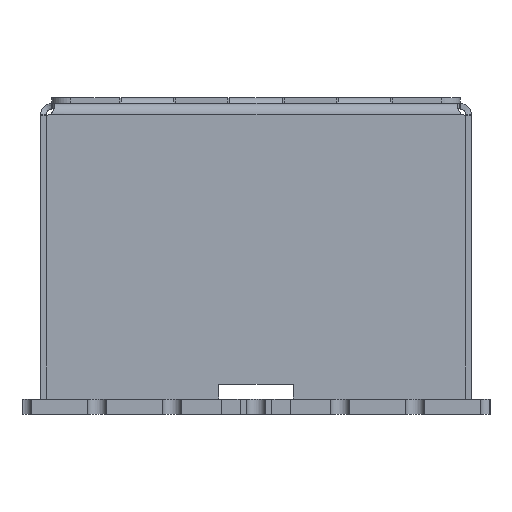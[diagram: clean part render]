
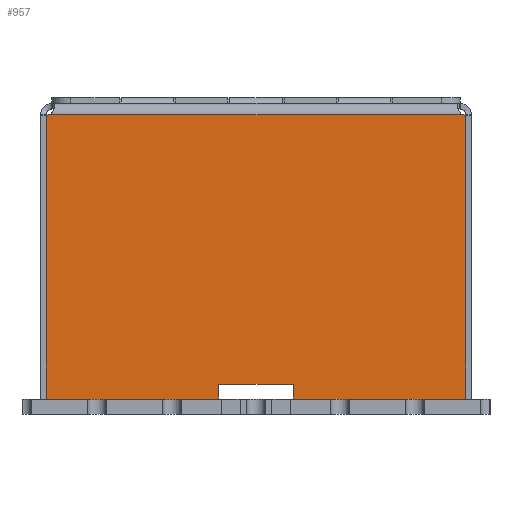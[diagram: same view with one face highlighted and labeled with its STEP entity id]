
A CAD part, left-side view. The second image highlights one B-rep face of the part: STEP entity #957.
In plain terms, the highlighted planar face has unit normal (-1, 0, 0).
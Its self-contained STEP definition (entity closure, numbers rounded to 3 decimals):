
#957=ADVANCED_FACE('',(#7727),#7729,.F.);
#7727=FACE_BOUND('',#7728,.T.);
#7728=EDGE_LOOP('',(#16520,#16521,#16522,#16523,#16524,#16525,#16526,#16527,#16528,
#16529));
#7729=PLANE('',#7730);
#7730=AXIS2_PLACEMENT_3D('',#7731,#7732,#7733);
#7731=CARTESIAN_POINT('',(-14.15,0.,16.613));
#7732=DIRECTION('',(1.,0.,0.));
#7733=DIRECTION('',(0.,0.,-1.));
#16520=ORIENTED_EDGE('',*,*,#20170,.T.);
#16521=ORIENTED_EDGE('',*,*,#20525,.F.);
#16522=ORIENTED_EDGE('',*,*,#20526,.F.);
#16523=ORIENTED_EDGE('',*,*,#20527,.F.);
#16524=ORIENTED_EDGE('',*,*,#20205,.T.);
#16525=ORIENTED_EDGE('',*,*,#20524,.F.);
#16526=ORIENTED_EDGE('',*,*,#20528,.T.);
#16527=ORIENTED_EDGE('',*,*,#20517,.F.);
#16528=ORIENTED_EDGE('',*,*,#20529,.F.);
#16529=ORIENTED_EDGE('',*,*,#20530,.T.);
#20170=EDGE_CURVE('',#22376,#22377,#22378,.T.);
#20205=EDGE_CURVE('',#22441,#22438,#22442,.T.);
#20517=EDGE_CURVE('',#22986,#22988,#22989,.T.);
#20524=EDGE_CURVE('',#22998,#22438,#23000,.T.);
#20525=EDGE_CURVE('',#23001,#22377,#23002,.T.);
#20526=EDGE_CURVE('',#23003,#23001,#23004,.T.);
#20527=EDGE_CURVE('',#22441,#23003,#23005,.T.);
#20528=EDGE_CURVE('',#22998,#22988,#23006,.T.);
#20529=EDGE_CURVE('',#23007,#22986,#23008,.T.);
#20530=EDGE_CURVE('',#23007,#22376,#23009,.T.);
#22376=VERTEX_POINT('',#26091);
#22377=VERTEX_POINT('',#26092);
#22378=LINE('',#26093,#26094);
#22438=VERTEX_POINT('',#26230);
#22441=VERTEX_POINT('',#26235);
#22442=LINE('',#26236,#26237);
#22986=VERTEX_POINT('',#27438);
#22988=VERTEX_POINT('',#27459);
#22989=LINE('',#27460,#27461);
#22998=VERTEX_POINT('',#27528);
#23000=LINE('',#27532,#27533);
#23001=VERTEX_POINT('',#27535);
#23002=LINE('',#27536,#27537);
#23003=VERTEX_POINT('',#27539);
#23004=LINE('',#27540,#27541);
#23005=LINE('',#27543,#27544);
#23006=CIRCLE('',#27546,0.45);
#23007=VERTEX_POINT('',#27550);
#23008=CIRCLE('',#27551,0.45);
#23009=LINE('',#27555,#27556);
#26091=CARTESIAN_POINT('',(-14.15,11.199,0.813));
#26092=CARTESIAN_POINT('',(-14.15,2.,0.813));
#26093=CARTESIAN_POINT('',(-14.15,11.199,0.813));
#26094=VECTOR('',#26095,1.);
#26095=DIRECTION('',(0.,-1.,0.));
#26230=CARTESIAN_POINT('',(-14.15,-11.199,0.813));
#26235=CARTESIAN_POINT('',(-14.15,-2.,0.813));
#26236=CARTESIAN_POINT('',(-14.15,-2.,0.813));
#26237=VECTOR('',#26238,1.);
#26238=DIRECTION('',(0.,-1.,0.));
#27438=CARTESIAN_POINT('',(-14.15,11.009,16.013));
#27459=CARTESIAN_POINT('',(-14.15,-11.009,16.013));
#27460=CARTESIAN_POINT('',(-14.15,11.009,16.013));
#27461=VECTOR('',#27462,1.);
#27462=DIRECTION('',(0.,-1.,0.));
#27528=CARTESIAN_POINT('',(-14.15,-11.199,15.971));
#27532=CARTESIAN_POINT('',(-14.15,-11.199,15.971));
#27533=VECTOR('',#27534,1.);
#27534=DIRECTION('',(0.,0.,-1.));
#27535=CARTESIAN_POINT('',(-14.15,2.,1.613));
#27536=CARTESIAN_POINT('',(-14.15,2.,1.613));
#27537=VECTOR('',#27538,1.);
#27538=DIRECTION('',(0.,0.,-1.));
#27539=CARTESIAN_POINT('',(-14.15,-2.,1.613));
#27540=CARTESIAN_POINT('',(-14.15,-2.,1.613));
#27541=VECTOR('',#27542,1.);
#27542=DIRECTION('',(0.,1.,0.));
#27543=CARTESIAN_POINT('',(-14.15,-2.,0.813));
#27544=VECTOR('',#27545,1.);
#27545=DIRECTION('',(0.,0.,1.));
#27546=AXIS2_PLACEMENT_3D('',#27547,#27548,#27549);
#27547=CARTESIAN_POINT('',(-14.15,-11.199,16.421));
#27548=DIRECTION('',(1.,0.,0.));
#27549=DIRECTION('',(0.,0.,-1.));
#27550=CARTESIAN_POINT('',(-14.15,11.199,15.971));
#27551=AXIS2_PLACEMENT_3D('',#27552,#27553,#27554);
#27552=CARTESIAN_POINT('',(-14.15,11.199,16.421));
#27553=DIRECTION('',(-1.,0.,0.));
#27554=DIRECTION('',(0.,0.,-1.));
#27555=CARTESIAN_POINT('',(-14.15,11.199,15.971));
#27556=VECTOR('',#27557,1.);
#27557=DIRECTION('',(0.,0.,-1.));
